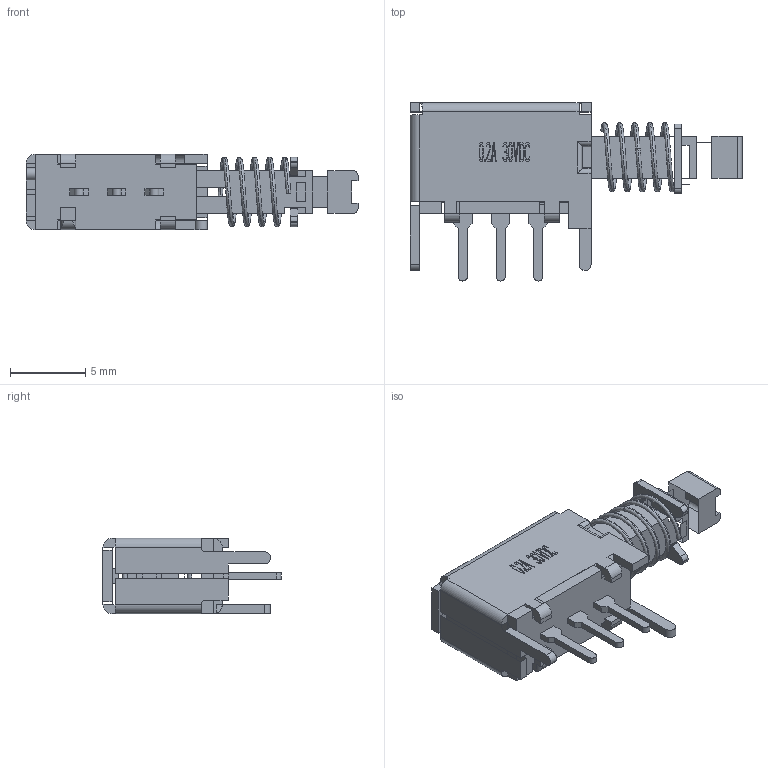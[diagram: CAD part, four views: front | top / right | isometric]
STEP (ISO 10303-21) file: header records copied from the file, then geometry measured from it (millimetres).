
FILE_DESCRIPTION((''),'2;1');
FILE_NAME('PN1X_ASSY_SW0001_PRT','2014-10-31T',('jtrepler'),(''),'PRO/ENGINEER BY PARAMETRIC TECHNOLOGY CORPORATION, 2011410','PRO/ENGINEER BY PARAMETRIC TECHNOLOGY CORPORATION, 2011410','');
FILE_SCHEMA(('AUTOMOTIVE_DESIGN_CC2 { 1 2 10303 214 -1 1 5 2 }'));
Length unit declared in the file: inch
Products named in the file (1): PN1X_ASSY_SW0001_PRT
Bounding box: 22 x 11.8 x 5 mm (x, y, z)
Surface area: 850 mm2 (no closed solid volume)
Topology: 0 solids, 29 shells, 188 faces, 1430 edges, 1248 vertices
Faces by surface type: plane 149, cylinder 33, bspline 4, torus 2
Entity records: 14632 total; most frequent: CARTESIAN_POINT 4351, DIRECTION 1877, ORIENTED_EDGE 1830, EDGE_CURVE 1430, VECTOR 1311, LINE 1311, VERTEX_POINT 1248, AXIS2_PLACEMENT_3D 283
